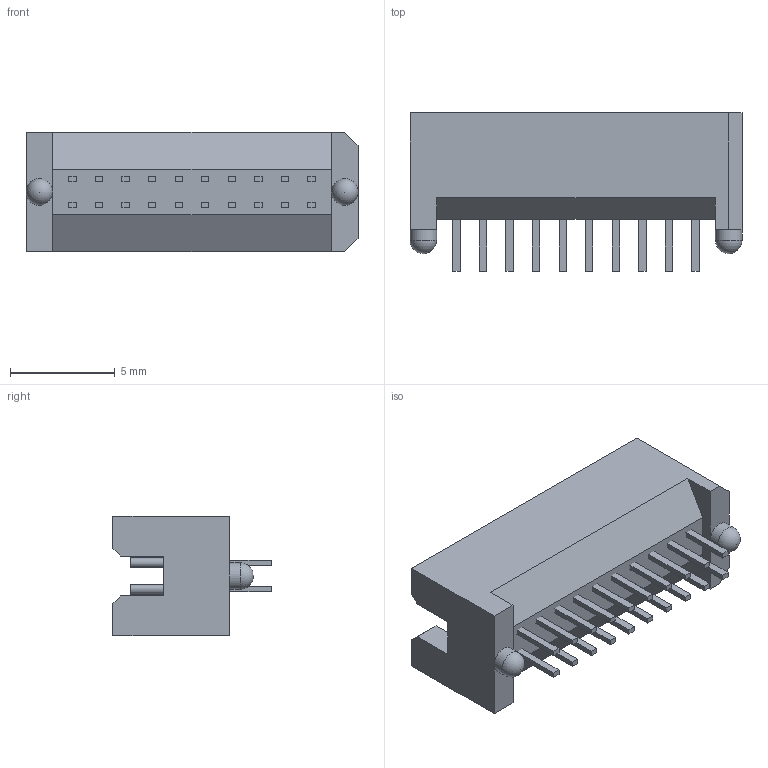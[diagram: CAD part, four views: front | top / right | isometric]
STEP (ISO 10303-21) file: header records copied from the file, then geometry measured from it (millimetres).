
FILE_DESCRIPTION( ( 'STEP AP214' ), '1' );
FILE_NAME( 'TFM-110-01-L-D-A.stp', '2019-05-29T09:15:30', ( '' ), ( '' ), ' ', 'PARTsolutions', ' ' );
FILE_SCHEMA( ( 'AUTOMOTIVE_DESIGN { 1 0 10303 214 1 1 1 1 }' ) );
Length unit declared in the file: inch
Products named in the file (3): TFM-110-01-L-D-A; _TFM-110-01-L-D-A_terminal; _TFM-110-01-L-D_pins
Assembly tree (2 placements, depth 2):
  TFM-110-01-L-D-A
    _TFM-110-01-L-D-A_terminal
    _TFM-110-01-L-D_pins
Bounding box: 15.88 x 7.57 x 5.71 mm (x, y, z)
Volume: 255.5 mm3; surface area: 766.8 mm2
Topology: 2 solids, 2 shells, 190 faces, 453 edges, 305 vertices
Faces by surface type: plane 166, cylinder 22, sphere 2
Full cylindrical faces by diameter (mm): 0.457 x20, 1.27 x2
Entity records: 6663 total; most frequent: CARTESIAN_POINT 877, DIRECTION 835, ORIENTED_EDGE 806, EDGE_CURVE 403, LINE 357, VECTOR 357, VERTEX_POINT 281, EDGE_LOOP 252
